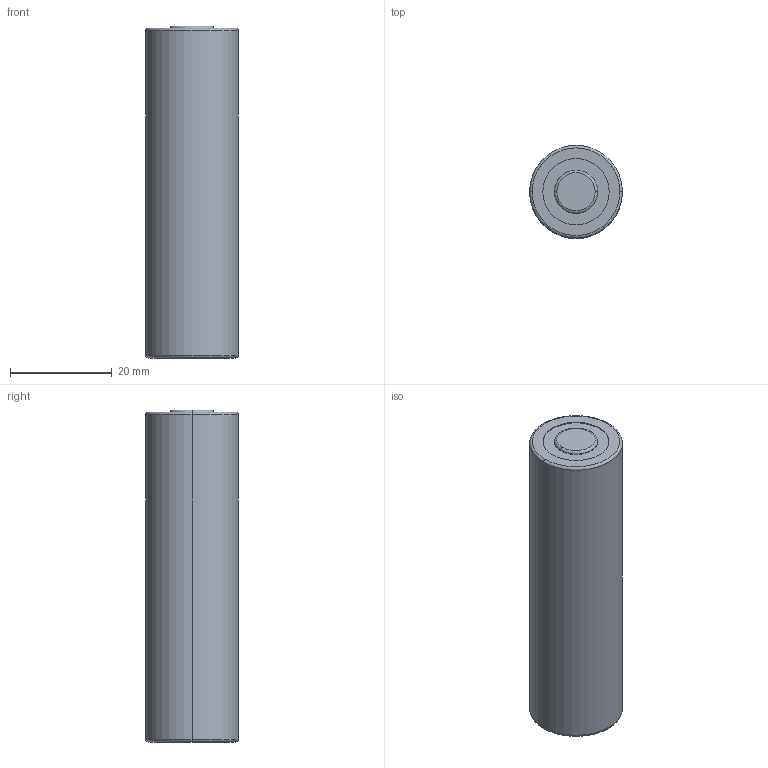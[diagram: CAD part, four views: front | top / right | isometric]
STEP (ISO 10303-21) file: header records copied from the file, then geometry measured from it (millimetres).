
FILE_DESCRIPTION(('FreeCAD Model'),'2;1');
FILE_NAME('Battery_18650_c.step', '2017-05-19T06:20:52',('Author'),(''), 'Open CASCADE STEP processor 6.8','FreeCAD','Unknown');
FILE_SCHEMA(('AUTOMOTIVE_DESIGN_CC2 { 1 2 10303 214 -1 1 5 4 }'));
Length unit declared in the file: millimetre
Products named in the file (1): User_Library-18650_battery
Bounding box: 18.2 x 18.2 x 65.15 mm (x, y, z)
Volume: 16792.3 mm3; surface area: 4225.5 mm2
Topology: 1 solids, 1 shells, 19 faces, 36 edges, 22 vertices
Faces by surface type: cylinder 8, torus 6, plane 5
Entity records: 2349 total; most frequent: CARTESIAN_POINT 1518, DIRECTION 116, ORIENTED_EDGE 72, PCURVE 72, DEFINITIONAL_REPRESENTATION 72, B_SPLINE_CURVE_WITH_KNOTS 56, AXIS2_PLACEMENT_3D 48, CIRCLE 40
